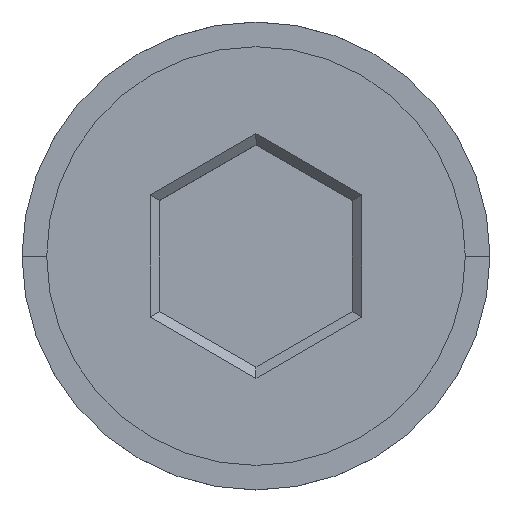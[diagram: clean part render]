
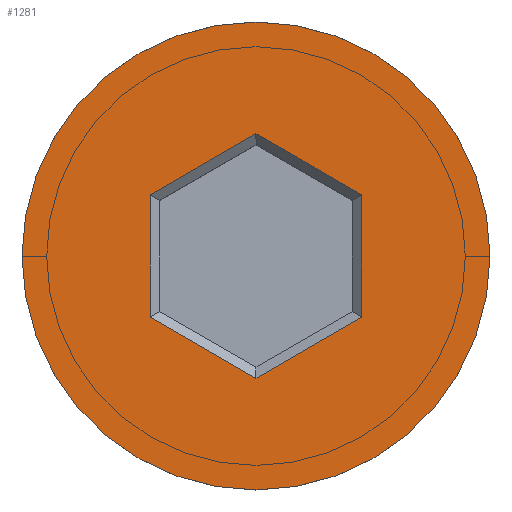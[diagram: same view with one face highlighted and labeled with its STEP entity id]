
A CAD part, top view. The second image highlights one B-rep face of the part: STEP entity #1281.
In plain terms, the highlighted planar face has unit normal (0, 0, 1).
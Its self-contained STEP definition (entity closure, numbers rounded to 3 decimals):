
#65 = VECTOR ( 'NONE', #227, 1000. ) ;
#106 = CARTESIAN_POINT ( 'NONE',  ( 2.15, 1.241, 0. ) ) ;
#115 = DIRECTION ( 'NONE',  ( 0., -1., 0. ) ) ;
#118 = AXIS2_PLACEMENT_3D ( 'NONE', #301, #240, #1343 ) ;
#127 = DIRECTION ( 'NONE',  ( -0.866, -0.5, 0. ) ) ;
#141 = EDGE_CURVE ( 'NONE', #163, #171, #333, .T. ) ;
#153 = EDGE_CURVE ( 'NONE', #415, #163, #782, .T. ) ;
#163 = VERTEX_POINT ( 'NONE', #106 ) ;
#171 = VERTEX_POINT ( 'NONE', #1329 ) ;
#204 = DIRECTION ( 'NONE',  ( 0., 0., 1. ) ) ;
#227 = DIRECTION ( 'NONE',  ( 0., 1., 0. ) ) ;
#233 = EDGE_CURVE ( 'NONE', #171, #825, #676, .T. ) ;
#240 = DIRECTION ( 'NONE',  ( 0., 0., 1. ) ) ;
#271 = CARTESIAN_POINT ( 'NONE',  ( 0., 2.483, 0. ) ) ;
#301 = CARTESIAN_POINT ( 'NONE',  ( 0., 0., 0. ) ) ;
#307 = ORIENTED_EDGE ( 'NONE', *, *, #1122, .T. ) ;
#317 = CIRCLE ( 'NONE', #118, 4.75 ) ;
#318 = PLANE ( 'NONE',  #1272 ) ;
#333 = LINE ( 'NONE', #1106, #389 ) ;
#389 = VECTOR ( 'NONE', #115, 1000. ) ;
#394 = ORIENTED_EDGE ( 'NONE', *, *, #1162, .T. ) ;
#406 = ORIENTED_EDGE ( 'NONE', *, *, #141, .T. ) ;
#415 = VERTEX_POINT ( 'NONE', #271 ) ;
#554 = EDGE_CURVE ( 'NONE', #716, #1379, #317, .T. ) ;
#555 = VERTEX_POINT ( 'NONE', #687 ) ;
#577 = ORIENTED_EDGE ( 'NONE', *, *, #554, .T. ) ;
#641 = DIRECTION ( 'NONE',  ( 1., 0., 0. ) ) ;
#650 = CARTESIAN_POINT ( 'NONE',  ( 2.05, 1.299, 0. ) ) ;
#676 = LINE ( 'NONE', #1254, #1039 ) ;
#687 = CARTESIAN_POINT ( 'NONE',  ( -2.15, 1.241, 0. ) ) ;
#711 = VECTOR ( 'NONE', #1100, 1000. ) ;
#716 = VERTEX_POINT ( 'NONE', #970 ) ;
#723 = CARTESIAN_POINT ( 'NONE',  ( 0., 0., 0. ) ) ;
#742 = VECTOR ( 'NONE', #844, 1000. ) ;
#782 = LINE ( 'NONE', #650, #711 ) ;
#822 = EDGE_LOOP ( 'NONE', ( #577, #307 ) ) ;
#825 = VERTEX_POINT ( 'NONE', #1000 ) ;
#844 = DIRECTION ( 'NONE',  ( 0.866, 0.5, 0. ) ) ;
#896 = CARTESIAN_POINT ( 'NONE',  ( -4.75, 0., 0. ) ) ;
#959 = ORIENTED_EDGE ( 'NONE', *, *, #153, .T. ) ;
#968 = DIRECTION ( 'NONE',  ( 0., 0., 1. ) ) ;
#970 = CARTESIAN_POINT ( 'NONE',  ( 4.75, 0., 0. ) ) ;
#1000 = CARTESIAN_POINT ( 'NONE',  ( 0., -2.483, 0. ) ) ;
#1004 = VECTOR ( 'NONE', #1319, 1000. ) ;
#1006 = LINE ( 'NONE', #1216, #1004 ) ;
#1021 = EDGE_CURVE ( 'NONE', #1342, #555, #1215, .T. ) ;
#1039 = VECTOR ( 'NONE', #127, 1000. ) ;
#1043 = AXIS2_PLACEMENT_3D ( 'NONE', #723, #968, #1284 ) ;
#1069 = CARTESIAN_POINT ( 'NONE',  ( -0.1, 2.425, 0. ) ) ;
#1083 = CARTESIAN_POINT ( 'NONE',  ( 0., 0., 0. ) ) ;
#1100 = DIRECTION ( 'NONE',  ( 0.866, -0.5, 0. ) ) ;
#1101 = EDGE_LOOP ( 'NONE', ( #1302, #1346, #394, #959, #406, #1422 ) ) ;
#1104 = FACE_OUTER_BOUND ( 'NONE', #822, .T. ) ;
#1106 = CARTESIAN_POINT ( 'NONE',  ( 2.15, -1.126, 0. ) ) ;
#1114 = CARTESIAN_POINT ( 'NONE',  ( -2.15, -1.241, 0. ) ) ;
#1122 = EDGE_CURVE ( 'NONE', #1379, #716, #1405, .T. ) ;
#1162 = EDGE_CURVE ( 'NONE', #555, #415, #1392, .T. ) ;
#1215 = LINE ( 'NONE', #1219, #65 ) ;
#1216 = CARTESIAN_POINT ( 'NONE',  ( -2.05, -1.299, 0. ) ) ;
#1219 = CARTESIAN_POINT ( 'NONE',  ( -2.15, 1.126, 0. ) ) ;
#1254 = CARTESIAN_POINT ( 'NONE',  ( 0.1, -2.425, 0. ) ) ;
#1272 = AXIS2_PLACEMENT_3D ( 'NONE', #1083, #204, #641 ) ;
#1281 = ADVANCED_FACE ( 'NONE', ( #1300, #1104 ), #318, .T. ) ;
#1284 = DIRECTION ( 'NONE',  ( 1., 0., 0. ) ) ;
#1289 = EDGE_CURVE ( 'NONE', #825, #1342, #1006, .T. ) ;
#1300 = FACE_BOUND ( 'NONE', #1101, .T. ) ;
#1302 = ORIENTED_EDGE ( 'NONE', *, *, #1289, .T. ) ;
#1319 = DIRECTION ( 'NONE',  ( -0.866, 0.5, 0. ) ) ;
#1329 = CARTESIAN_POINT ( 'NONE',  ( 2.15, -1.241, 0. ) ) ;
#1342 = VERTEX_POINT ( 'NONE', #1114 ) ;
#1343 = DIRECTION ( 'NONE',  ( 1., 0., 0. ) ) ;
#1346 = ORIENTED_EDGE ( 'NONE', *, *, #1021, .T. ) ;
#1379 = VERTEX_POINT ( 'NONE', #896 ) ;
#1392 = LINE ( 'NONE', #1069, #742 ) ;
#1405 = CIRCLE ( 'NONE', #1043, 4.75 ) ;
#1422 = ORIENTED_EDGE ( 'NONE', *, *, #233, .T. ) ;
